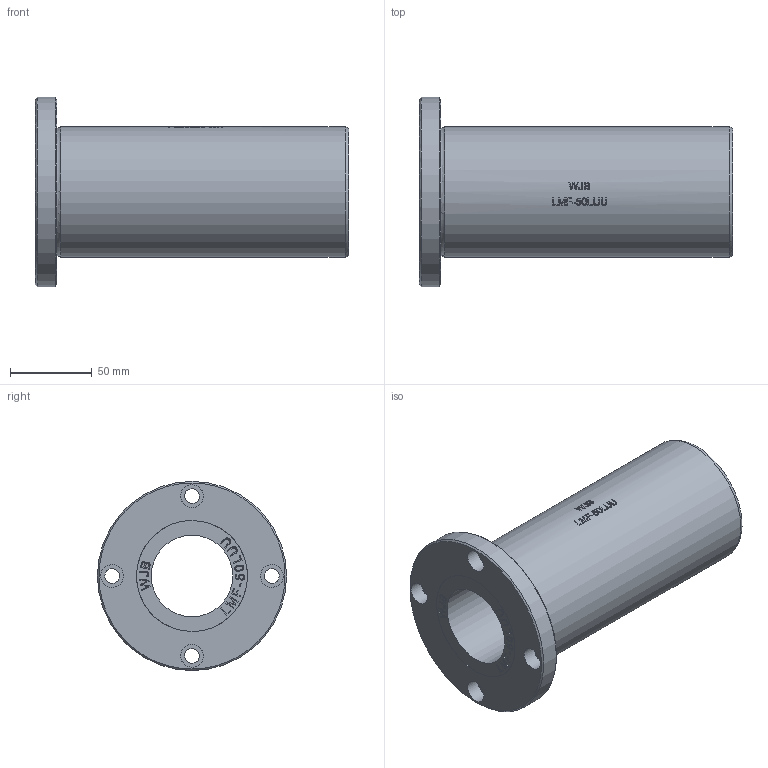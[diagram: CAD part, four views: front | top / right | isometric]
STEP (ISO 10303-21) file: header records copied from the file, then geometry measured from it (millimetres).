
FILE_DESCRIPTION(/* description */ (''),/* implementation_level */ '2;1');
FILE_NAME(/* name */ 'WJB-LMF-50LUU.stp',/* time_stamp */ '2018-09-12T23:20:38+08:00',/* author */ (''),/* organization */ (''),/* preprocessor_version */ 'ST-DEVELOPER v11',/* originating_system */ 'SIEMENS UGS NX 6.0',/* authorisation */ '');
FILE_SCHEMA (('CONFIG_CONTROL_DESIGN'));
Length unit declared in the file: millimetre
Products named in the file (1): WJB-LMF-50LUU
Bounding box: 192 x 116 x 116 mm (x, y, z)
Volume: 652359.8 mm3; surface area: 98365.8 mm2
Topology: 1 solids, 1 shells, 347 faces, 905 edges, 612 vertices
Faces by surface type: plane 228, extrusion 87, cylinder 28, cone 2, torus 2
Full cylindrical faces by diameter (mm): 9 x4, 14 x4, 50 x1, 68 x2, 80 x1, 116 x1
Entity records: 13768 total; most frequent: CARTESIAN_POINT 5768, ORIENTED_EDGE 1776, DIRECTION 1225, EDGE_CURVE 888, VERTEX_POINT 612, VECTOR 551, LINE 464, B_SPLINE_CURVE_WITH_KNOTS 435
